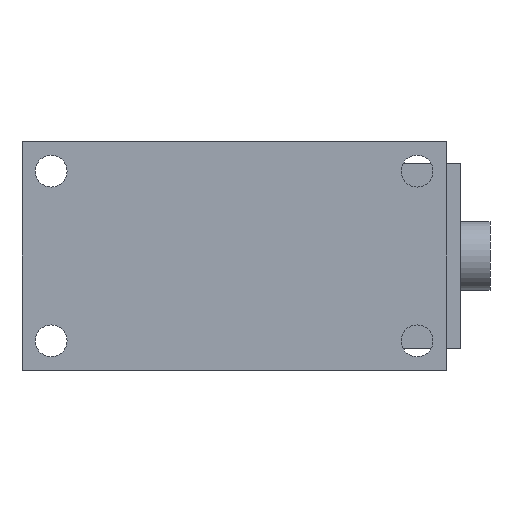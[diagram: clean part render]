
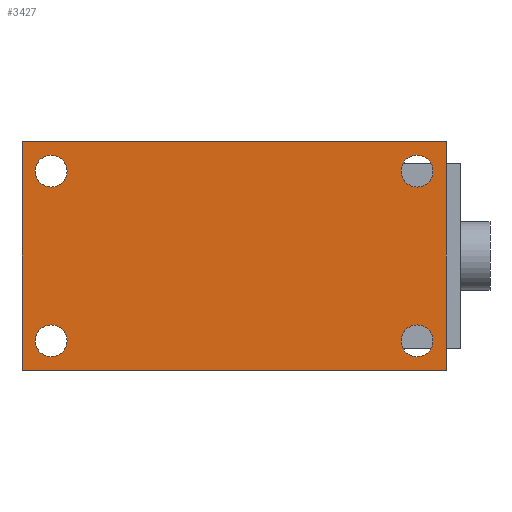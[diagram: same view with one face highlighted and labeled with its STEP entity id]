
A CAD part, front view. The second image highlights one B-rep face of the part: STEP entity #3427.
In plain terms, the highlighted planar face has unit normal (0, -1, 0).
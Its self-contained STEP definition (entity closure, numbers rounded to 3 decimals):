
#54 = ORIENTED_EDGE ( 'NONE', *, *, #533, .T. ) ;
#115 = VERTEX_POINT ( 'NONE', #3554 ) ;
#139 = ORIENTED_EDGE ( 'NONE', *, *, #4494, .T. ) ;
#142 = EDGE_CURVE ( 'NONE', #1461, #1372, #1698, .T. ) ;
#153 = CARTESIAN_POINT ( 'NONE',  ( -80., -19., -43. ) ) ;
#184 = CIRCLE ( 'NONE', #851, 6. ) ;
#215 = ORIENTED_EDGE ( 'NONE', *, *, #3963, .T. ) ;
#251 = CARTESIAN_POINT ( 'NONE',  ( -80., -19., 43. ) ) ;
#259 = CIRCLE ( 'NONE', #2729, 6. ) ;
#296 = EDGE_CURVE ( 'NONE', #1614, #1372, #1909, .T. ) ;
#306 = DIRECTION ( 'NONE',  ( 0., 1., 0. ) ) ;
#447 = LINE ( 'NONE', #2678, #1001 ) ;
#478 = CIRCLE ( 'NONE', #1605, 6. ) ;
#484 = VERTEX_POINT ( 'NONE', #2924 ) ;
#525 = DIRECTION ( 'NONE',  ( -1., 0., 0. ) ) ;
#529 = ORIENTED_EDGE ( 'NONE', *, *, #3024, .T. ) ;
#533 = EDGE_CURVE ( 'NONE', #3002, #2915, #3262, .T. ) ;
#543 = DIRECTION ( 'NONE',  ( 0., 0., -1. ) ) ;
#582 = EDGE_LOOP ( 'NONE', ( #529, #2147 ) ) ;
#585 = DIRECTION ( 'NONE',  ( 0., 0., -1. ) ) ;
#628 = DIRECTION ( 'NONE',  ( 0., 0., 1. ) ) ;
#650 = VECTOR ( 'NONE', #1368, 1000. ) ;
#664 = ORIENTED_EDGE ( 'NONE', *, *, #3899, .T. ) ;
#666 = CARTESIAN_POINT ( 'NONE',  ( 80., -19., 43. ) ) ;
#792 = CARTESIAN_POINT ( 'NONE',  ( 69., -19., -38. ) ) ;
#795 = VERTEX_POINT ( 'NONE', #2628 ) ;
#801 = DIRECTION ( 'NONE',  ( 1., 0., 0. ) ) ;
#851 = AXIS2_PLACEMENT_3D ( 'NONE', #2436, #944, #585 ) ;
#944 = DIRECTION ( 'NONE',  ( 0., 1., 0. ) ) ;
#945 = DIRECTION ( 'NONE',  ( 0., 0., -1. ) ) ;
#970 = CARTESIAN_POINT ( 'NONE',  ( -69., -19., 32. ) ) ;
#986 = CARTESIAN_POINT ( 'NONE',  ( -69., -19., 32. ) ) ;
#1001 = VECTOR ( 'NONE', #543, 1000. ) ;
#1047 = EDGE_LOOP ( 'NONE', ( #139, #54 ) ) ;
#1075 = ORIENTED_EDGE ( 'NONE', *, *, #4376, .T. ) ;
#1162 = VERTEX_POINT ( 'NONE', #3251 ) ;
#1245 = AXIS2_PLACEMENT_3D ( 'NONE', #1918, #3348, #1269 ) ;
#1251 = DIRECTION ( 'NONE',  ( 0., 1., 0. ) ) ;
#1269 = DIRECTION ( 'NONE',  ( 0., 0., 1. ) ) ;
#1303 = ORIENTED_EDGE ( 'NONE', *, *, #4339, .T. ) ;
#1311 = CARTESIAN_POINT ( 'NONE',  ( 69., -19., -32. ) ) ;
#1332 = DIRECTION ( 'NONE',  ( 0., 1., 0. ) ) ;
#1368 = DIRECTION ( 'NONE',  ( 0., 0., -1. ) ) ;
#1372 = VERTEX_POINT ( 'NONE', #2365 ) ;
#1395 = VERTEX_POINT ( 'NONE', #2448 ) ;
#1461 = VERTEX_POINT ( 'NONE', #666 ) ;
#1506 = CARTESIAN_POINT ( 'NONE',  ( -80., -19., -43. ) ) ;
#1605 = AXIS2_PLACEMENT_3D ( 'NONE', #986, #3844, #945 ) ;
#1614 = VERTEX_POINT ( 'NONE', #153 ) ;
#1663 = CARTESIAN_POINT ( 'NONE',  ( -69., -19., -32. ) ) ;
#1698 = LINE ( 'NONE', #3851, #650 ) ;
#1740 = DIRECTION ( 'NONE',  ( 0., 0., -1. ) ) ;
#1837 = EDGE_LOOP ( 'NONE', ( #4208, #1303 ) ) ;
#1866 = EDGE_LOOP ( 'NONE', ( #3377, #4474, #3577, #664 ) ) ;
#1872 = DIRECTION ( 'NONE',  ( 0., 1., 0. ) ) ;
#1886 = CIRCLE ( 'NONE', #4211, 6. ) ;
#1903 = EDGE_CURVE ( 'NONE', #795, #1395, #2081, .T. ) ;
#1909 = LINE ( 'NONE', #1506, #3140 ) ;
#1918 = CARTESIAN_POINT ( 'NONE',  ( -69., -19., -32. ) ) ;
#1955 = FACE_BOUND ( 'NONE', #1837, .T. ) ;
#2037 = CARTESIAN_POINT ( 'NONE',  ( -80., -19., 43. ) ) ;
#2050 = VERTEX_POINT ( 'NONE', #792 ) ;
#2081 = CIRCLE ( 'NONE', #2308, 6. ) ;
#2124 = AXIS2_PLACEMENT_3D ( 'NONE', #3339, #1251, #525 ) ;
#2147 = ORIENTED_EDGE ( 'NONE', *, *, #3587, .T. ) ;
#2186 = CIRCLE ( 'NONE', #4363, 6. ) ;
#2225 = CARTESIAN_POINT ( 'NONE',  ( 69., -19., 32. ) ) ;
#2261 = AXIS2_PLACEMENT_3D ( 'NONE', #1311, #2322, #2721 ) ;
#2308 = AXIS2_PLACEMENT_3D ( 'NONE', #3163, #306, #628 ) ;
#2317 = EDGE_LOOP ( 'NONE', ( #215, #1075 ) ) ;
#2322 = DIRECTION ( 'NONE',  ( 0., 1., 0. ) ) ;
#2365 = CARTESIAN_POINT ( 'NONE',  ( 80., -19., -43. ) ) ;
#2377 = DIRECTION ( 'NONE',  ( 1., 0., 0. ) ) ;
#2436 = CARTESIAN_POINT ( 'NONE',  ( 69., -19., -32. ) ) ;
#2448 = CARTESIAN_POINT ( 'NONE',  ( 69., -19., 26. ) ) ;
#2614 = FACE_BOUND ( 'NONE', #2317, .T. ) ;
#2628 = CARTESIAN_POINT ( 'NONE',  ( 69., -19., 38. ) ) ;
#2653 = EDGE_CURVE ( 'NONE', #3106, #1461, #4252, .T. ) ;
#2678 = CARTESIAN_POINT ( 'NONE',  ( -80., -19., 43. ) ) ;
#2721 = DIRECTION ( 'NONE',  ( 0., 0., -1. ) ) ;
#2729 = AXIS2_PLACEMENT_3D ( 'NONE', #970, #3524, #1740 ) ;
#2915 = VERTEX_POINT ( 'NONE', #3335 ) ;
#2924 = CARTESIAN_POINT ( 'NONE',  ( -69., -19., 38. ) ) ;
#3002 = VERTEX_POINT ( 'NONE', #3498 ) ;
#3024 = EDGE_CURVE ( 'NONE', #484, #115, #478, .T. ) ;
#3090 = DIRECTION ( 'NONE',  ( 0., 0., 1. ) ) ;
#3106 = VERTEX_POINT ( 'NONE', #2037 ) ;
#3140 = VECTOR ( 'NONE', #801, 1000. ) ;
#3163 = CARTESIAN_POINT ( 'NONE',  ( 69., -19., 32. ) ) ;
#3251 = CARTESIAN_POINT ( 'NONE',  ( 69., -19., -26. ) ) ;
#3262 = CIRCLE ( 'NONE', #1245, 6. ) ;
#3335 = CARTESIAN_POINT ( 'NONE',  ( -69., -19., -26. ) ) ;
#3339 = CARTESIAN_POINT ( 'NONE',  ( -80., -19., 43. ) ) ;
#3348 = DIRECTION ( 'NONE',  ( 0., 1., 0. ) ) ;
#3377 = ORIENTED_EDGE ( 'NONE', *, *, #296, .T. ) ;
#3383 = FACE_BOUND ( 'NONE', #1047, .T. ) ;
#3408 = FACE_OUTER_BOUND ( 'NONE', #1866, .T. ) ;
#3427 = ADVANCED_FACE ( 'NONE', ( #2614, #1955, #3690, #3383, #3408 ), #4467, .F. ) ;
#3498 = CARTESIAN_POINT ( 'NONE',  ( -69., -19., -38. ) ) ;
#3524 = DIRECTION ( 'NONE',  ( 0., 1., 0. ) ) ;
#3554 = CARTESIAN_POINT ( 'NONE',  ( -69., -19., 26. ) ) ;
#3577 = ORIENTED_EDGE ( 'NONE', *, *, #2653, .F. ) ;
#3587 = EDGE_CURVE ( 'NONE', #115, #484, #259, .T. ) ;
#3605 = CIRCLE ( 'NONE', #2261, 6. ) ;
#3690 = FACE_BOUND ( 'NONE', #582, .T. ) ;
#3844 = DIRECTION ( 'NONE',  ( 0., 1., 0. ) ) ;
#3851 = CARTESIAN_POINT ( 'NONE',  ( 80., -19., 43. ) ) ;
#3899 = EDGE_CURVE ( 'NONE', #3106, #1614, #447, .T. ) ;
#3916 = VECTOR ( 'NONE', #2377, 1000. ) ;
#3963 = EDGE_CURVE ( 'NONE', #1162, #2050, #184, .T. ) ;
#4208 = ORIENTED_EDGE ( 'NONE', *, *, #1903, .T. ) ;
#4211 = AXIS2_PLACEMENT_3D ( 'NONE', #1663, #1332, #3090 ) ;
#4252 = LINE ( 'NONE', #251, #3916 ) ;
#4339 = EDGE_CURVE ( 'NONE', #1395, #795, #2186, .T. ) ;
#4363 = AXIS2_PLACEMENT_3D ( 'NONE', #2225, #1872, #4391 ) ;
#4376 = EDGE_CURVE ( 'NONE', #2050, #1162, #3605, .T. ) ;
#4391 = DIRECTION ( 'NONE',  ( 0., 0., 1. ) ) ;
#4467 = PLANE ( 'NONE',  #2124 ) ;
#4474 = ORIENTED_EDGE ( 'NONE', *, *, #142, .F. ) ;
#4494 = EDGE_CURVE ( 'NONE', #2915, #3002, #1886, .T. ) ;
